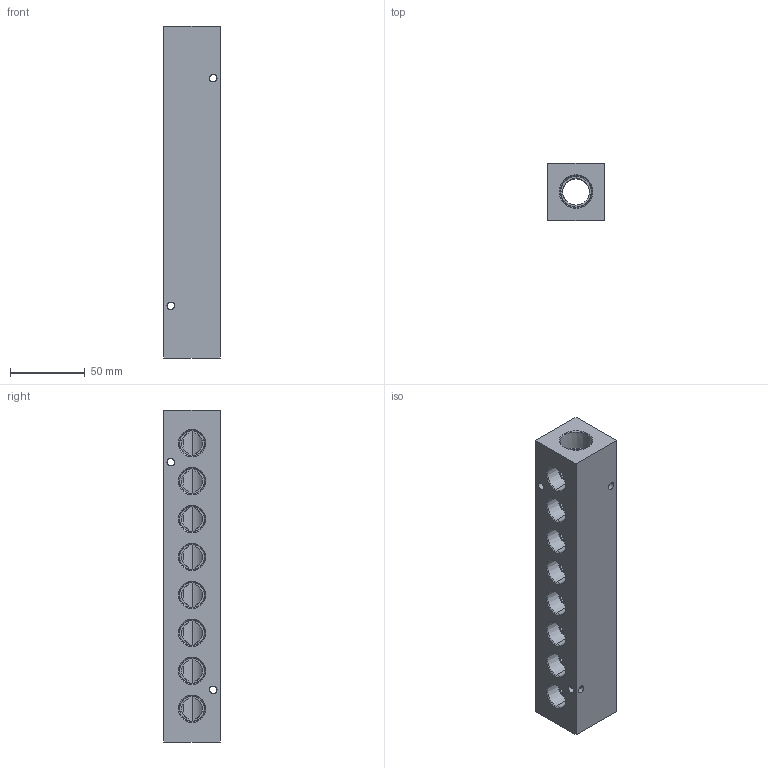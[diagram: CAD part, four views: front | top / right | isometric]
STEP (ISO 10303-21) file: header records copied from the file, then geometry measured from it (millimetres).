
FILE_DESCRIPTION (( 'STEP AP203' ), '1' );
FILE_NAME ('MRA-8ED-90.step', '2015-12-02T21:10:48', ( '' ), ( '' ), 'SwSTEP 2.0', 'SolidWorks 2015', '' );
FILE_SCHEMA (( 'CONFIG_CONTROL_DESIGN' ));
Length unit declared in the file: inch
Products named in the file (1): MRA-8ED-90
Bounding box: 38.1 x 38.1 x 222.25 mm (x, y, z)
Volume: 222829.8 mm3; surface area: 54452.7 mm2
Topology: 1 solids, 1 shells, 162 faces, 470 edges, 292 vertices
Faces by surface type: cone 72, cylinder 50, plane 40
Entity records: 6529 total; most frequent: CARTESIAN_POINT 2277, ORIENTED_EDGE 940, DIRECTION 820, EDGE_CURVE 470, AXIS2_PLACEMENT_3D 323, VERTEX_POINT 292, EDGE_LOOP 190, LINE 174
